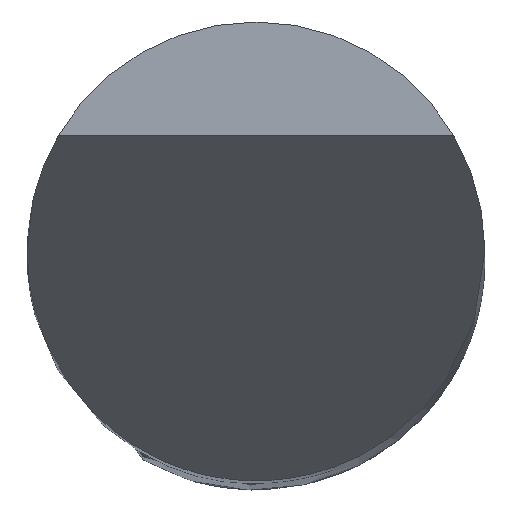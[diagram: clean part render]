
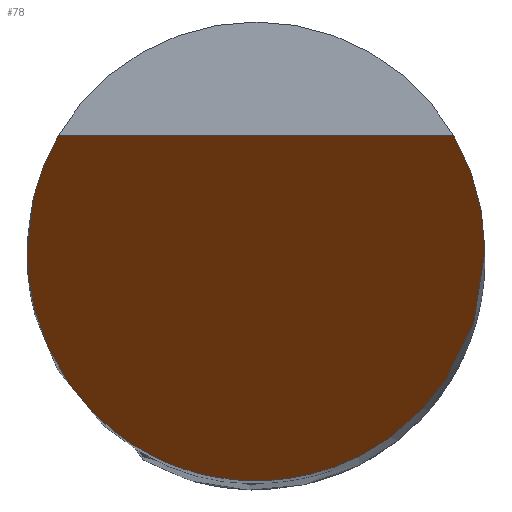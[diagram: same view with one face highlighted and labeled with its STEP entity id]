
A CAD part, top view. The second image highlights one B-rep face of the part: STEP entity #78.
In plain terms, the highlighted planar face has unit normal (0, -0.866, 0.5).
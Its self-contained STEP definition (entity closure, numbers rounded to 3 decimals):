
#56=PLANE('',#652);
#78=ADVANCED_FACE('',(#119),#56,.F.);
#119=FACE_OUTER_BOUND('',#152,.T.);
#152=EDGE_LOOP('',(#314,#315,#316,#317));
#223=LINE('',#1071,#246);
#246=VECTOR('',#719,1.);
#314=ORIENTED_EDGE('',*,*,#496,.F.);
#315=ORIENTED_EDGE('',*,*,#534,.T.);
#316=ORIENTED_EDGE('',*,*,#506,.F.);
#317=ORIENTED_EDGE('',*,*,#513,.F.);
#437=VERTEX_POINT('',#846);
#438=VERTEX_POINT('',#847);
#446=VERTEX_POINT('',#887);
#447=VERTEX_POINT('',#892);
#496=EDGE_CURVE('',#437,#438,#593,.T.);
#506=EDGE_CURVE('',#446,#447,#597,.T.);
#513=EDGE_CURVE('',#438,#446,#598,.T.);
#534=EDGE_CURVE('',#437,#447,#223,.T.);
#593=(
BOUNDED_CURVE()
B_SPLINE_CURVE(3,(#842,#843,#844,#845),.UNSPECIFIED.,.F.,.F.)
B_SPLINE_CURVE_WITH_KNOTS((4,4),(0.,1.),.UNSPECIFIED.)
CURVE()
GEOMETRIC_REPRESENTATION_ITEM()
RATIONAL_B_SPLINE_CURVE((1.,0.977,0.977,1.))
REPRESENTATION_ITEM('')
);
#597=(
BOUNDED_CURVE()
B_SPLINE_CURVE(3,(#888,#889,#890,#891),.UNSPECIFIED.,.F.,.F.)
B_SPLINE_CURVE_WITH_KNOTS((4,4),(0.,1.),.UNSPECIFIED.)
CURVE()
GEOMETRIC_REPRESENTATION_ITEM()
RATIONAL_B_SPLINE_CURVE((1.,0.977,0.977,1.))
REPRESENTATION_ITEM('')
);
#598=(
BOUNDED_CURVE()
B_SPLINE_CURVE(3,(#926,#927,#928,#929),.UNSPECIFIED.,.F.,.F.)
B_SPLINE_CURVE_WITH_KNOTS((4,4),(0.,1.),.UNSPECIFIED.)
CURVE()
GEOMETRIC_REPRESENTATION_ITEM()
RATIONAL_B_SPLINE_CURVE((1.,0.333,0.333,1.))
REPRESENTATION_ITEM('')
);
#652=AXIS2_PLACEMENT_3D('',#1072,#720,#721);
#719=DIRECTION('',(-1.,0.,0.));
#720=DIRECTION('',(0.,0.866,-0.5));
#721=DIRECTION('',(0.,0.5,0.866));
#842=CARTESIAN_POINT('',(1.726,1.01,1.75));
#843=CARTESIAN_POINT('',(1.907,0.702,1.216));
#844=CARTESIAN_POINT('',(2.,0.357,0.619));
#845=CARTESIAN_POINT('',(2.,0.,0.));
#846=CARTESIAN_POINT('',(1.726,1.01,1.75));
#847=CARTESIAN_POINT('',(2.,0.,0.));
#887=CARTESIAN_POINT('',(-2.,0.,0.));
#888=CARTESIAN_POINT('',(-2.,0.,0.));
#889=CARTESIAN_POINT('',(-2.,0.357,0.619));
#890=CARTESIAN_POINT('',(-1.907,0.702,1.216));
#891=CARTESIAN_POINT('',(-1.726,1.01,1.75));
#892=CARTESIAN_POINT('',(-1.726,1.01,1.75));
#926=CARTESIAN_POINT('',(2.,0.,0.));
#927=CARTESIAN_POINT('',(2.,-4.,-6.928));
#928=CARTESIAN_POINT('',(-2.,-4.,-6.928));
#929=CARTESIAN_POINT('',(-2.,0.,0.));
#1071=CARTESIAN_POINT('',(2.,1.01,1.75));
#1072=CARTESIAN_POINT('',(2.,1.01,1.75));
